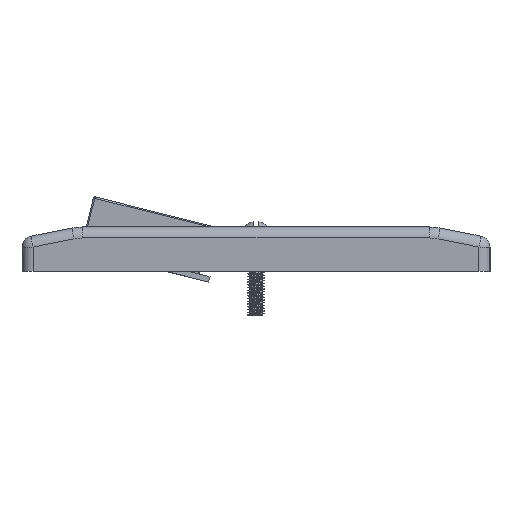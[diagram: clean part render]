
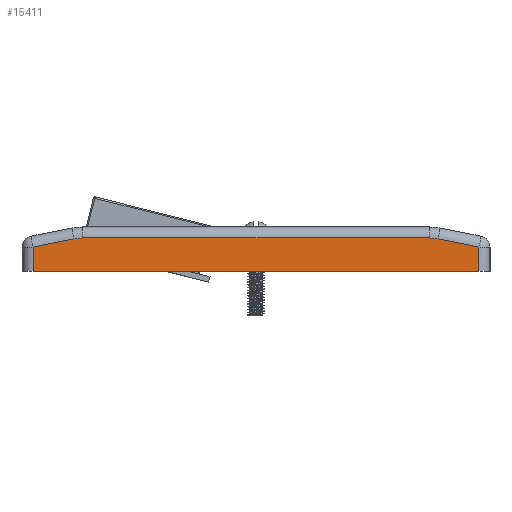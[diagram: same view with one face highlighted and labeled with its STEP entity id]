
A CAD part, left-side view. The second image highlights one B-rep face of the part: STEP entity #15411.
In plain terms, the highlighted planar face has unit normal (-1, 0, 0).
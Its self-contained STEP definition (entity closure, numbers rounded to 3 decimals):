
#14547=CARTESIAN_POINT('Vertex',(-72.5,-31.51,6.)) ;
#14554=CARTESIAN_POINT('Vertex',(-72.5,31.51,6.)) ;
#14557=CARTESIAN_POINT('Line Origine',(-72.5,0.,6.)) ;
#15024=CARTESIAN_POINT('Vertex',(-72.5,-40.5,0.)) ;
#15027=CARTESIAN_POINT('Line Origine',(-72.5,0.,0.)) ;
#15031=CARTESIAN_POINT('Vertex',(-72.5,40.5,0.)) ;
#15180=CARTESIAN_POINT('Vertex',(-72.5,-33.079,5.845)) ;
#15183=CARTESIAN_POINT('Axis2P3D Location',(-72.5,-31.51,-2.)) ;
#15357=CARTESIAN_POINT('Vertex',(-72.5,33.079,5.845)) ;
#15360=CARTESIAN_POINT('Axis2P3D Location',(-72.5,31.51,-2.)) ;
#15372=CARTESIAN_POINT('Axis2P3D Location',(-72.5,42.5,8.)) ;
#15377=CARTESIAN_POINT('Line Origine',(-72.5,-40.5,2.18)) ;
#15381=CARTESIAN_POINT('Vertex',(-72.5,-40.5,4.36)) ;
#15384=CARTESIAN_POINT('Line Origine',(-72.5,-36.789,5.103)) ;
#15389=CARTESIAN_POINT('Line Origine',(-72.5,36.789,5.103)) ;
#15393=CARTESIAN_POINT('Vertex',(-72.5,40.5,4.36)) ;
#15396=CARTESIAN_POINT('Line Origine',(-72.5,40.5,2.18)) ;
#14558=DIRECTION('Vector Direction',(0.,1.,0.)) ;
#15028=DIRECTION('Vector Direction',(0.,-1.,0.)) ;
#15184=DIRECTION('Axis2P3D Direction',(1.,-0.,0.)) ;
#15361=DIRECTION('Axis2P3D Direction',(1.,-0.,0.)) ;
#15373=DIRECTION('Axis2P3D Direction',(1.,0.,-0.)) ;
#15374=DIRECTION('Axis2P3D XDirection',(-0.,0.,-1.)) ;
#15378=DIRECTION('Vector Direction',(0.,0.,1.)) ;
#15385=DIRECTION('Vector Direction',(0.,0.981,0.196)) ;
#15390=DIRECTION('Vector Direction',(0.,0.981,-0.196)) ;
#15397=DIRECTION('Vector Direction',(0.,0.,-1.)) ;
#15185=AXIS2_PLACEMENT_3D('Circle Axis2P3D',#15183,#15184,$) ;
#15362=AXIS2_PLACEMENT_3D('Circle Axis2P3D',#15360,#15361,$) ;
#15375=AXIS2_PLACEMENT_3D('Plane Axis2P3D',#15372,#15373,#15374) ;
#15402=ORIENTED_EDGE('',*,*,#15033,.T.) ;
#15403=ORIENTED_EDGE('',*,*,#15383,.T.) ;
#15404=ORIENTED_EDGE('',*,*,#15388,.T.) ;
#15405=ORIENTED_EDGE('',*,*,#15187,.T.) ;
#15406=ORIENTED_EDGE('',*,*,#14561,.T.) ;
#15407=ORIENTED_EDGE('',*,*,#15364,.T.) ;
#15408=ORIENTED_EDGE('',*,*,#15395,.T.) ;
#15409=ORIENTED_EDGE('',*,*,#15400,.T.) ;
#14559=VECTOR('Line Direction',#14558,1.) ;
#15029=VECTOR('Line Direction',#15028,1.) ;
#15379=VECTOR('Line Direction',#15378,1.) ;
#15386=VECTOR('Line Direction',#15385,1.) ;
#15391=VECTOR('Line Direction',#15390,1.) ;
#15398=VECTOR('Line Direction',#15397,1.) ;
#15411=ADVANCED_FACE('Boss-Extrude2',(#15410),#15376,.F.) ;
#15186=CIRCLE('generated circle',#15185,8.) ;
#15363=CIRCLE('generated circle',#15362,8.) ;
#14561=EDGE_CURVE('',#14548,#14555,#14560,.T.) ;
#15033=EDGE_CURVE('',#15032,#15025,#15030,.T.) ;
#15187=EDGE_CURVE('',#15181,#14548,#15186,.F.) ;
#15364=EDGE_CURVE('',#14555,#15358,#15363,.F.) ;
#15383=EDGE_CURVE('',#15025,#15382,#15380,.T.) ;
#15388=EDGE_CURVE('',#15382,#15181,#15387,.T.) ;
#15395=EDGE_CURVE('',#15358,#15394,#15392,.T.) ;
#15400=EDGE_CURVE('',#15394,#15032,#15399,.T.) ;
#15401=EDGE_LOOP('',(#15402,#15403,#15404,#15405,#15406,#15407,#15408,#15409)) ;
#15410=FACE_OUTER_BOUND('',#15401,.T.) ;
#14560=LINE('Line',#14557,#14559) ;
#15030=LINE('Line',#15027,#15029) ;
#15380=LINE('Line',#15377,#15379) ;
#15387=LINE('Line',#15384,#15386) ;
#15392=LINE('Line',#15389,#15391) ;
#15399=LINE('Line',#15396,#15398) ;
#15376=PLANE('Plane',#15375) ;
#14548=VERTEX_POINT('',#14547) ;
#14555=VERTEX_POINT('',#14554) ;
#15025=VERTEX_POINT('',#15024) ;
#15032=VERTEX_POINT('',#15031) ;
#15181=VERTEX_POINT('',#15180) ;
#15358=VERTEX_POINT('',#15357) ;
#15382=VERTEX_POINT('',#15381) ;
#15394=VERTEX_POINT('',#15393) ;
